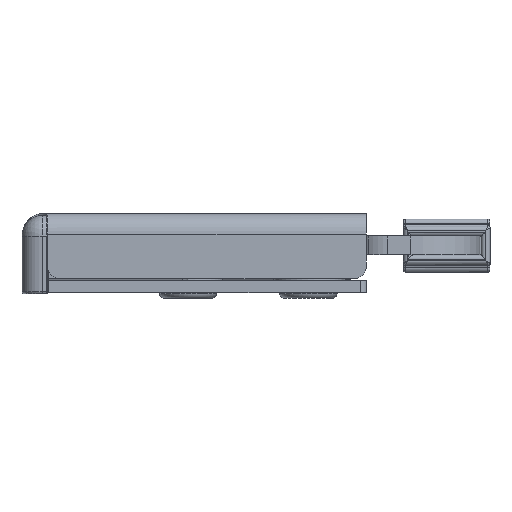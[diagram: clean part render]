
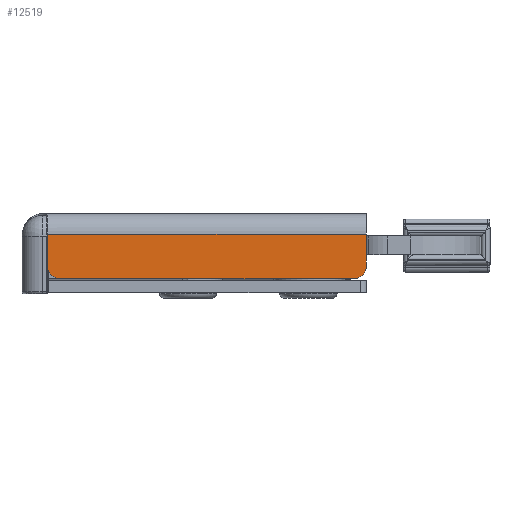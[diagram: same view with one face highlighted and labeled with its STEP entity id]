
A CAD part, front view. The second image highlights one B-rep face of the part: STEP entity #12519.
In plain terms, the highlighted planar face has unit normal (0, -1, 0).
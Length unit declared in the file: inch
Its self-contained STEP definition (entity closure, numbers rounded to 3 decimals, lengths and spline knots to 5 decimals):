
#429=CIRCLE('',#13443,0.09);
#433=CIRCLE('',#13450,0.09);
#1486=FACE_OUTER_BOUND('',#2241,.T.);
#2241=EDGE_LOOP('',(#9923,#9924,#9925,#9926,#9927,#9928));
#3318=LINE('',#20268,#4510);
#3324=LINE('',#20285,#4516);
#3352=LINE('',#20423,#4544);
#3356=LINE('',#20447,#4548);
#4510=VECTOR('',#15598,0.3937);
#4516=VECTOR('',#15614,0.3937);
#4544=VECTOR('',#15706,0.3937);
#4548=VECTOR('',#15730,0.3937);
#5617=VERTEX_POINT('',#20256);
#5618=VERTEX_POINT('',#20258);
#5620=VERTEX_POINT('',#20266);
#5624=VERTEX_POINT('',#20278);
#5625=VERTEX_POINT('',#20279);
#5626=VERTEX_POINT('',#20284);
#7081=EDGE_CURVE('',#5617,#5618,#429,.T.);
#7087=EDGE_CURVE('',#5620,#5617,#3318,.T.);
#7092=EDGE_CURVE('',#5624,#5625,#433,.T.);
#7095=EDGE_CURVE('',#5626,#5625,#3324,.T.);
#7141=EDGE_CURVE('',#5626,#5620,#3352,.T.);
#7146=EDGE_CURVE('',#5624,#5618,#3356,.T.);
#9923=ORIENTED_EDGE('',*,*,#7081,.F.);
#9924=ORIENTED_EDGE('',*,*,#7087,.F.);
#9925=ORIENTED_EDGE('',*,*,#7141,.F.);
#9926=ORIENTED_EDGE('',*,*,#7095,.T.);
#9927=ORIENTED_EDGE('',*,*,#7092,.F.);
#9928=ORIENTED_EDGE('',*,*,#7146,.T.);
#12024=PLANE('',#13498);
#12519=ADVANCED_FACE('',(#1486),#12024,.T.);
#13443=AXIS2_PLACEMENT_3D('',#20259,#15587,#15588);
#13450=AXIS2_PLACEMENT_3D('',#20280,#15608,#15609);
#13498=AXIS2_PLACEMENT_3D('',#20454,#15741,#15742);
#15587=DIRECTION('center_axis',(0.,1.,0.));
#15588=DIRECTION('ref_axis',(0.707,0.,-0.707));
#15598=DIRECTION('',(0.,0.,-1.));
#15608=DIRECTION('center_axis',(0.,1.,0.));
#15609=DIRECTION('ref_axis',(-0.707,0.,-0.707));
#15614=DIRECTION('',(0.,0.,-1.));
#15706=DIRECTION('',(1.,0.,0.));
#15730=DIRECTION('',(1.,0.,0.));
#15741=DIRECTION('center_axis',(0.,-1.,0.));
#15742=DIRECTION('ref_axis',(0.,0.,-1.));
#20256=CARTESIAN_POINT('',(1.298,-0.607,-0.3822));
#20258=CARTESIAN_POINT('',(1.208,-0.607,-0.4722));
#20259=CARTESIAN_POINT('Origin',(1.208,-0.607,-0.3822));
#20266=CARTESIAN_POINT('',(1.298,-0.607,-0.1497));
#20268=CARTESIAN_POINT('',(1.298,-0.607,0.));
#20278=CARTESIAN_POINT('',(-0.932,-0.607,-0.4722));
#20279=CARTESIAN_POINT('',(-1.022,-0.607,-0.3822));
#20280=CARTESIAN_POINT('Origin',(-0.932,-0.607,-0.3822));
#20284=CARTESIAN_POINT('',(-1.022,-0.607,-0.1497));
#20285=CARTESIAN_POINT('',(-1.022,-0.607,0.));
#20423=CARTESIAN_POINT('',(-0.53298,-0.607,-0.1497));
#20447=CARTESIAN_POINT('',(1.298,-0.607,-0.4722));
#20454=CARTESIAN_POINT('Origin',(-1.022,-0.607,0.));
